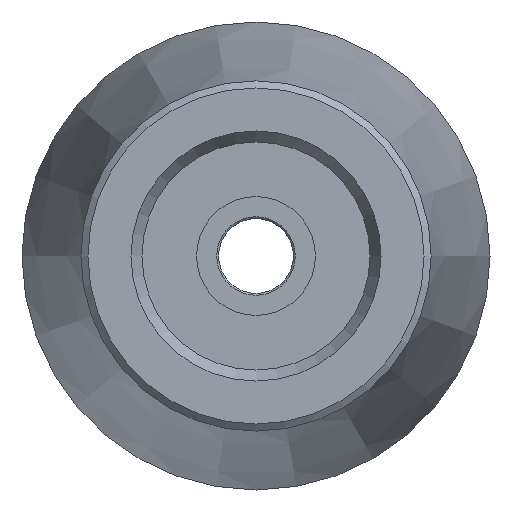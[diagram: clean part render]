
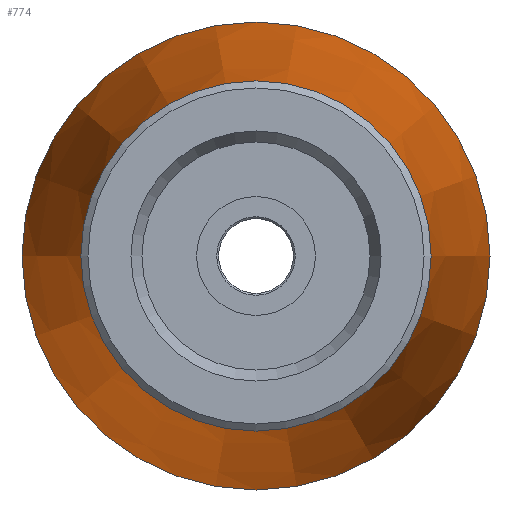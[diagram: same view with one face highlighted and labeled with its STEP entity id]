
A CAD part, left-side view. The second image highlights one B-rep face of the part: STEP entity #774.
In plain terms, the highlighted conical face has half-angle 8 degrees and reference radius 14.167 mm.
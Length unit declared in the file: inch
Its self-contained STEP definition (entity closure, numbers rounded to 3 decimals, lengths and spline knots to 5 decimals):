
#97=FACE_OUTER_BOUND('',#156,.T.);
#156=EDGE_LOOP('',(#572,#573,#574,#575));
#222=LINE('',#1297,#266);
#266=VECTOR('',#1029,0.55775);
#316=CIRCLE('',#870,0.638);
#317=CIRCLE('',#872,0.4775);
#375=VERTEX_POINT('',#1292);
#376=VERTEX_POINT('',#1296);
#449=EDGE_CURVE('',#375,#375,#316,.T.);
#451=EDGE_CURVE('',#375,#376,#222,.T.);
#452=EDGE_CURVE('',#376,#376,#317,.T.);
#572=ORIENTED_EDGE('',*,*,#449,.F.);
#573=ORIENTED_EDGE('',*,*,#451,.T.);
#574=ORIENTED_EDGE('',*,*,#452,.T.);
#575=ORIENTED_EDGE('',*,*,#451,.F.);
#741=CONICAL_SURFACE('',#871,0.55775,0.14);
#774=ADVANCED_FACE('',(#97),#741,.T.);
#870=AXIS2_PLACEMENT_3D('',#1293,#1024,#1025);
#871=AXIS2_PLACEMENT_3D('',#1295,#1027,#1028);
#872=AXIS2_PLACEMENT_3D('',#1298,#1030,#1031);
#1024=DIRECTION('center_axis',(1.,0.,0.));
#1025=DIRECTION('ref_axis',(0.,0.,-1.));
#1027=DIRECTION('center_axis',(1.,0.,0.));
#1028=DIRECTION('ref_axis',(0.,1.,0.));
#1029=DIRECTION('',(-0.99,0.139,0.));
#1030=DIRECTION('center_axis',(1.,0.,0.));
#1031=DIRECTION('ref_axis',(0.,0.,-1.));
#1292=CARTESIAN_POINT('',(1.15885,-0.638,0.));
#1293=CARTESIAN_POINT('Origin',(1.15885,0.,0.));
#1295=CARTESIAN_POINT('Origin',(0.58784,0.,0.));
#1296=CARTESIAN_POINT('',(0.01683,-0.4775,0.));
#1297=CARTESIAN_POINT('',(0.58784,-0.55775,0.));
#1298=CARTESIAN_POINT('Origin',(0.01683,0.,0.));
